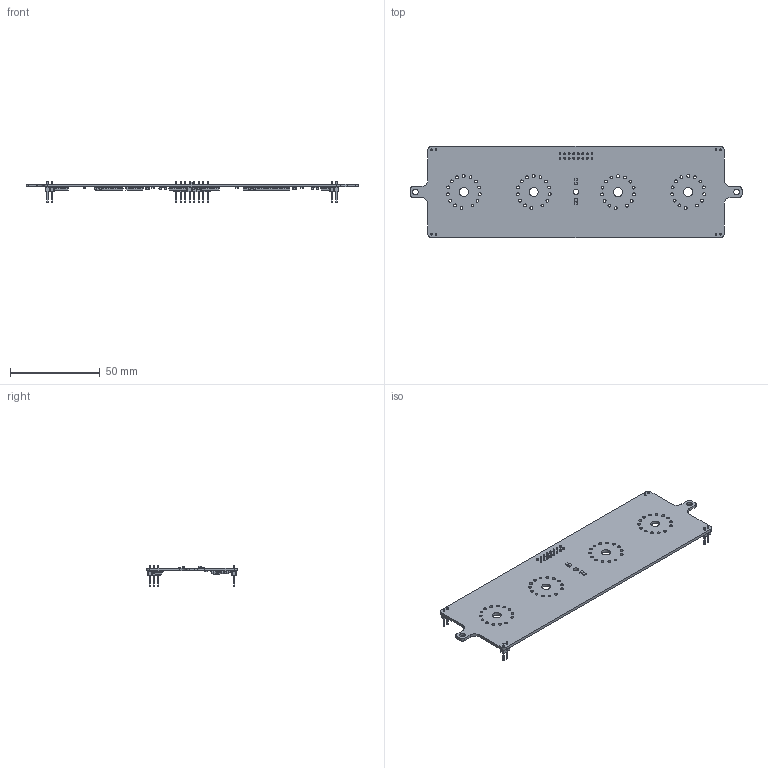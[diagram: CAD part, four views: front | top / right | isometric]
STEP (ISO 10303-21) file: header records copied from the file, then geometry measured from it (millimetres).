
FILE_DESCRIPTION(('KiCad electronic assembly'),'2;1');
FILE_NAME('Nixie Clock Tube Board V2.step','2024-12-18T15:51:56',( 'Pcbnew'),('Kicad'),'Open CASCADE STEP processor 7.6', 'KiCad to STEP converter','Unknown');
FILE_SCHEMA(('AUTOMOTIVE_DESIGN { 1 0 10303 214 1 1 1 1 }'));
Length unit declared in the file: millimetre
Products named in the file (18): Nixie Clock Tube Board V2 1; R_0805_2012Metric; LED_0805_2012Metric; D_MiniMELF; D_MiniMELF_Standard; PinHeader_1x02_P2.54mm_Vertical; PinHeader_1x02_P254mm_Vertical; SOIC-16_3.9x9.9mm_P1.27mm; SOIC_16_39x99mm_P127mm; C_0805_2012Metric; R_1206_3216Metric; PinHeader_2x08_P2.54mm_Vertical; PinHeader_2x08_P254mm_Vertical; Nixie Clock Tube Board V2_PCB
Assembly tree (54 placements, depth 3):
  Nixie Clock Tube Board V2 1
    R_0805_2012Metric  x8
      R_0805_2012Metric
    LED_0805_2012Metric  x2
      LED_0805_2012Metric
    D_MiniMELF  x12
      D_MiniMELF_Standard
    PinHeader_1x02_P2.54mm_Vertical  x4
      PinHeader_1x02_P254mm_Vertical
    SOIC-16_3.9x9.9mm_P1.27mm  x10
      SOIC_16_39x99mm_P127mm
    C_0805_2012Metric  x4
      C_0805_2012Metric
    R_1206_3216Metric  x4
      R_1206_3216Metric
    PinHeader_2x08_P2.54mm_Vertical
      PinHeader_2x08_P254mm_Vertical
    Nixie Clock Tube Board V2_PCB
Bounding box: 185 x 51 x 11.54 mm (x, y, z)
Volume: 14491.7 mm3; surface area: 21117.5 mm2
Topology: 46 solids, 46 shells, 4113 faces, 10555 edges, 6650 vertices
Faces by surface type: plane 2720, cylinder 969, bspline 400, revolution 24
Full cylindrical faces by diameter (mm): 0.6 x10, 1 x24, 1.35 x24, 1.4 x36, 1.598 x56, 3 x1, 3.2 x2, 4.999 x4
Entity records: 34256 total; most frequent: CARTESIAN_POINT 5015, ORIENTED_EDGE 4744, DIRECTION 4658, EDGE_CURVE 2372, LINE 1926, VECTOR 1926, VERTEX_POINT 1498, AXIS2_PLACEMENT_3D 1365
